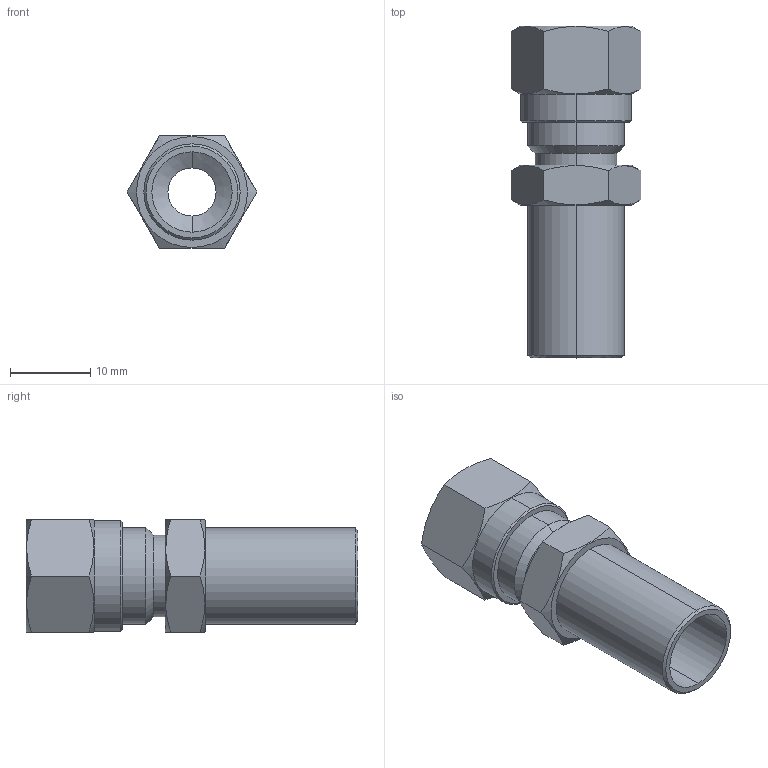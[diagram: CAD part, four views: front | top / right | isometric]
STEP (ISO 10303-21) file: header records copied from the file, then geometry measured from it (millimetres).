
FILE_DESCRIPTION(( 'MO.26.08.12.STEP' ), '1');
FILE_NAME( 'MO.26.08.12.STEP', '2018-10-03T11:50:06',( 'Sopra'),('sopra-pneumatic.com'), 'SwSTEP 2.0','SolidWorks 2009','' );
FILE_SCHEMA (( 'CONFIG_CONTROL_DESIGN' ));
Length unit declared in the file: millimetre
Products named in the file (1): 03166040
Bounding box: 16.17 x 41.32 x 14 mm (x, y, z)
Volume: 2953 mm3; surface area: 3204.7 mm2
Topology: 1 solids, 1 shells, 50 faces, 116 edges, 72 vertices
Faces by surface type: cone 18, plane 18, cylinder 14
Entity records: 1685 total; most frequent: CARTESIAN_POINT 495, ORIENTED_EDGE 232, DIRECTION 226, EDGE_CURVE 116, AXIS2_PLACEMENT_3D 91, VERTEX_POINT 72, EDGE_LOOP 56, FACE_OUTER_BOUND 50
